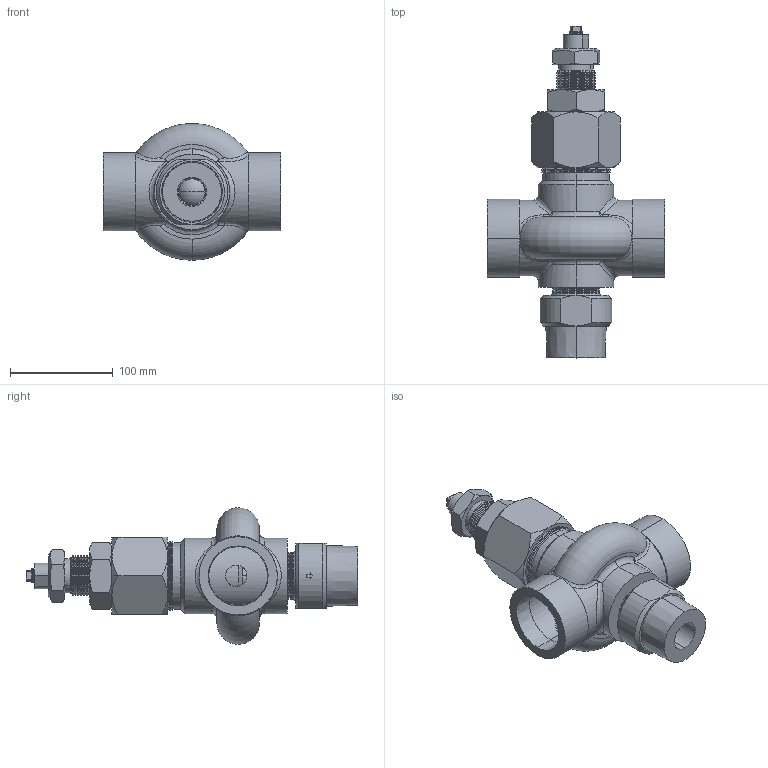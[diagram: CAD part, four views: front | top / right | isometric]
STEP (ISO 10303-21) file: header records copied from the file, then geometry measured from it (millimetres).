
FILE_DESCRIPTION (( 'STEP AP203' ), '1' );
FILE_NAME ('890709.STEP', '2017-09-25T18:58:23', ( '' ), ( '' ), 'SwSTEP 2.0', 'SolidWorks 2017', '' );
FILE_SCHEMA (( 'CONFIG_CONTROL_DESIGN' ));
Length unit declared in the file: inch
Products named in the file (1): 890709
Bounding box: 172.72 x 323.29 x 133.07 mm (x, y, z)
Volume: 1182506.4 mm3; surface area: 369704.3 mm2
Topology: 34 solids, 34 shells, 1211 faces, 2549 edges, 1384 vertices
Faces by surface type: cone 875, cylinder 133, plane 121, torus 66, bspline 10, sphere 6
Entity records: 35609 total; most frequent: CARTESIAN_POINT 9419, DIRECTION 6012, ORIENTED_EDGE 5090, EDGE_CURVE 2545, AXIS2_PLACEMENT_3D 2469, VERTEX_POINT 1384, CIRCLE 1267, EDGE_LOOP 1267
